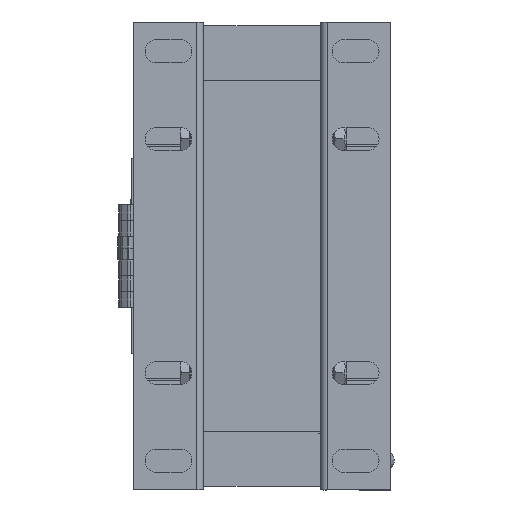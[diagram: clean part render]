
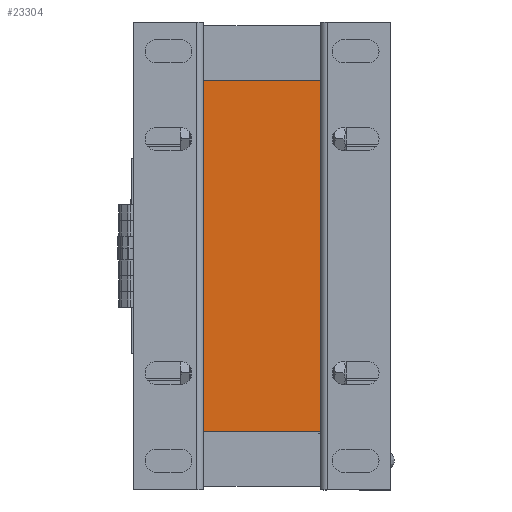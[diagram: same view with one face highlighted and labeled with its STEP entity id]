
A CAD part, front view. The second image highlights one B-rep face of the part: STEP entity #23304.
In plain terms, the highlighted face is planar.
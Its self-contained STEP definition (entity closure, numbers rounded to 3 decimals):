
#1634=FACE_OUTER_BOUND('',#2864,.T.);
#2864=EDGE_LOOP('',(#16129,#16130,#16131,#16132));
#4519=LINE('',#34591,#7151);
#4527=LINE('',#34606,#7159);
#4528=LINE('',#34608,#7160);
#4529=LINE('',#34609,#7161);
#7151=VECTOR('',#27974,10.);
#7159=VECTOR('',#27986,10.);
#7160=VECTOR('',#27989,10.);
#7161=VECTOR('',#27990,10.);
#9611=VERTEX_POINT('',#34588);
#9612=VERTEX_POINT('',#34590);
#9616=VERTEX_POINT('',#34602);
#9617=VERTEX_POINT('',#34604);
#12053=EDGE_CURVE('',#9611,#9612,#4519,.T.);
#12061=EDGE_CURVE('',#9616,#9617,#4527,.T.);
#12062=EDGE_CURVE('',#9611,#9616,#4528,.T.);
#12063=EDGE_CURVE('',#9612,#9617,#4529,.T.);
#16129=ORIENTED_EDGE('',*,*,#12062,.T.);
#16130=ORIENTED_EDGE('',*,*,#12061,.T.);
#16131=ORIENTED_EDGE('',*,*,#12063,.F.);
#16132=ORIENTED_EDGE('',*,*,#12053,.F.);
#21517=PLANE('',#24996);
#23304=ADVANCED_FACE('',(#1634),#21517,.T.);
#24996=AXIS2_PLACEMENT_3D('',#34607,#27987,#27988);
#27974=DIRECTION('',(0.,1.,0.));
#27986=DIRECTION('',(0.,1.,0.));
#27987=DIRECTION('center_axis',(-1.,0.,0.));
#27988=DIRECTION('ref_axis',(0.,0.,1.));
#27989=DIRECTION('',(0.,0.,1.));
#27990=DIRECTION('',(0.,0.,1.));
#34588=CARTESIAN_POINT('',(-300.,0.,0.));
#34590=CARTESIAN_POINT('',(-300.,60.,0.));
#34591=CARTESIAN_POINT('',(-300.,0.,0.));
#34602=CARTESIAN_POINT('',(-300.,0.,180.));
#34604=CARTESIAN_POINT('',(-300.,60.,180.));
#34606=CARTESIAN_POINT('',(-300.,0.,180.));
#34607=CARTESIAN_POINT('Origin',(-300.,0.,0.));
#34608=CARTESIAN_POINT('',(-300.,0.,0.));
#34609=CARTESIAN_POINT('',(-300.,60.,0.));
